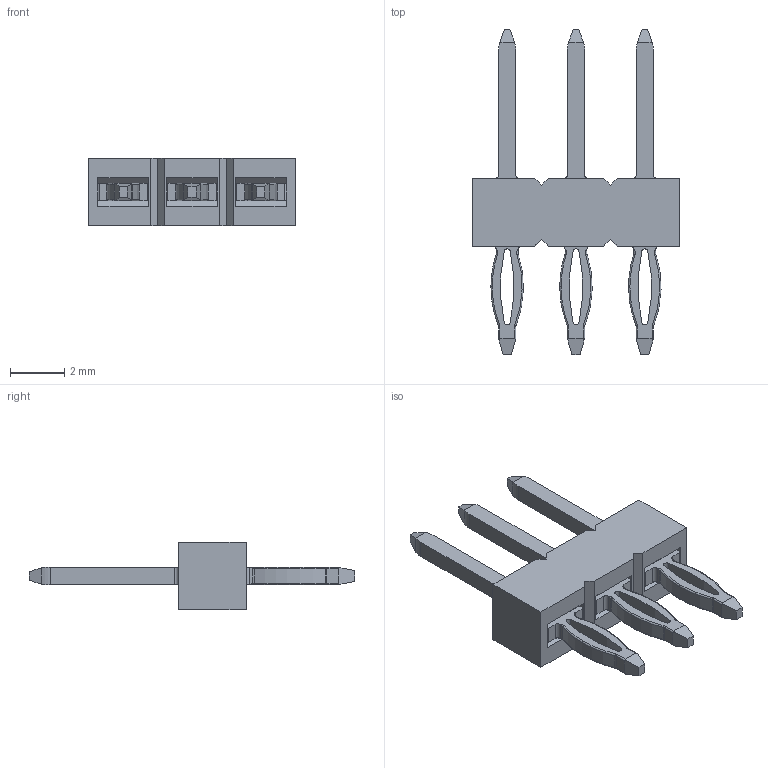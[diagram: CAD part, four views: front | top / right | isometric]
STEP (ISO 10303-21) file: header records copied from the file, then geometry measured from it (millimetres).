
FILE_DESCRIPTION(/* description */ (''),/* implementation_level */ '2;1');
FILE_NAME(/* name */ '943PFS-12-03-XX.stp',/* time_stamp */ '2026-01-15T13:40:55+08:00',/* author */ (''),/* organization */ (''),/* preprocessor_version */ 'ST-DEVELOPER v15',/* originating_system */ '',/* authorisation */ '');
FILE_SCHEMA (('AP203_CONFIGURATION_CONTROLLED_3D_DESIGN_OF_MECHANICAL_PARTS_AND_ASSEMBLIES_MIM_LF { 1 0 10303 403 2 1 2}'));
Length unit declared in the file: millimetre
Products named in the file (1): 943PFS-12-03-XX
Bounding box: 7.62 x 12 x 2.5 mm (x, y, z)
Volume: 57.5 mm3; surface area: 233.7 mm2
Topology: 4 solids, 4 shells, 372 faces, 1002 edges, 650 vertices
Faces by surface type: plane 156, cylinder 138, torus 78
Entity records: 11996 total; most frequent: CARTESIAN_POINT 2205, DIRECTION 2168, ORIENTED_EDGE 2004, EDGE_CURVE 1002, AXIS2_PLACEMENT_3D 829, VERTEX_POINT 650, LINE 510, VECTOR 510
